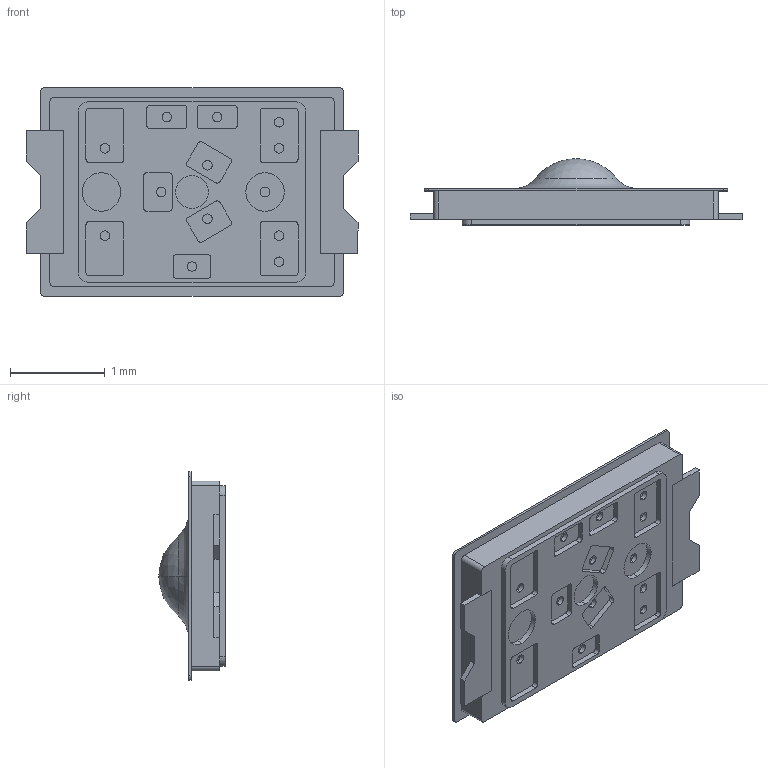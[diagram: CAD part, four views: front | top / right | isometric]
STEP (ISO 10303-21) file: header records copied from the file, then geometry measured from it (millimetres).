
FILE_DESCRIPTION (( 'STEP AP214' ), '1' );
FILE_NAME ('KXT 331 LHS.STEP', '2020-12-26T00:02:30', ( '' ), ( '' ), 'SwSTEP 2.0', 'SolidWorks 2017', '' );
FILE_SCHEMA (( 'AUTOMOTIVE_DESIGN' ));
Length unit declared in the file: millimetre
Products named in the file (1): KXT 331 LHS
Bounding box: 3.5 x 0.7 x 2.2 mm (x, y, z)
Volume: 2.3 mm3; surface area: 33.6 mm2
Topology: 4 solids, 4 shells, 201 faces, 494 edges, 329 vertices
Faces by surface type: plane 111, cylinder 86, torus 2, sphere 2
Entity records: 6041 total; most frequent: DIRECTION 1078, CARTESIAN_POINT 1025, ORIENTED_EDGE 988, EDGE_CURVE 494, AXIS2_PLACEMENT_3D 382, VERTEX_POINT 329, VECTOR 314, LINE 314
